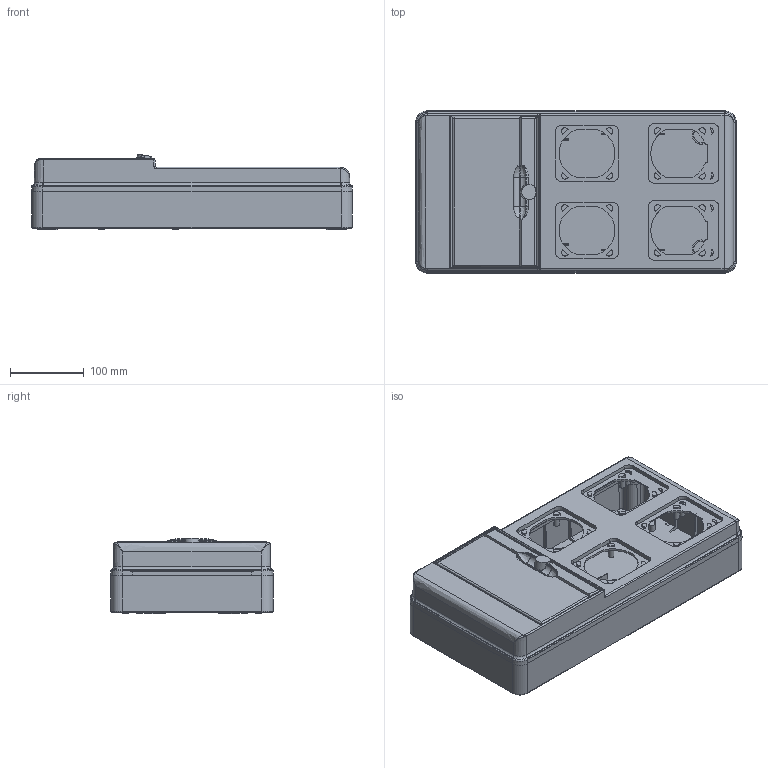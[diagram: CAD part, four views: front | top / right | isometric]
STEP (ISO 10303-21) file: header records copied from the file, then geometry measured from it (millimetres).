
FILE_DESCRIPTION((''),'2;1');
FILE_NAME('GW68003N_ASM','2020-07-27T09:14:42',('User'),('Technoprobe spa'),'CREO PARAMETRIC BY PTC INC, 2019471','CREO PARAMETRIC BY PTC INC, 2019471','');
FILE_SCHEMA(('CONFIG_CONTROL_DESIGN'));
Products named in the file (3): 55525059_FONDO_QDIN_10M; 55524078L_FRONTALE_QDIN_10M_2PR; GW68003N_ASM
Assembly tree (2 placements, depth 2):
  GW68003N_ASM
    55525059_FONDO_QDIN_10M
    55524078L_FRONTALE_QDIN_10M_2PR
Bounding box: 435.01 x 220.01 x 102.72 mm (x, y, z)
Volume: 1752637.6 mm3; surface area: 650527.1 mm2
Topology: 2 solids, 4 shells, 1116 faces, 2964 edges, 1930 vertices
Faces by surface type: plane 552, cone 315, cylinder 158, bspline 66, torus 14, extrusion 8, sphere 3
Entity records: 53122 total; most frequent: CARTESIAN_POINT 25697, ORIENTED_EDGE 5908, DIRECTION 5399, EDGE_CURVE 2954, VERTEX_POINT 1930, AXIS2_PLACEMENT_3D 1842, VECTOR 1715, LINE 1707
